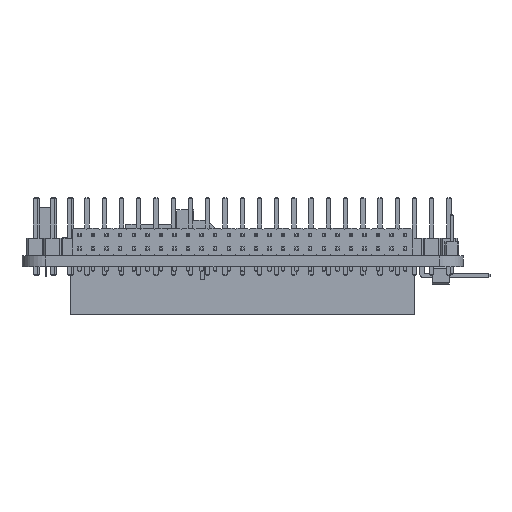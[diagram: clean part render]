
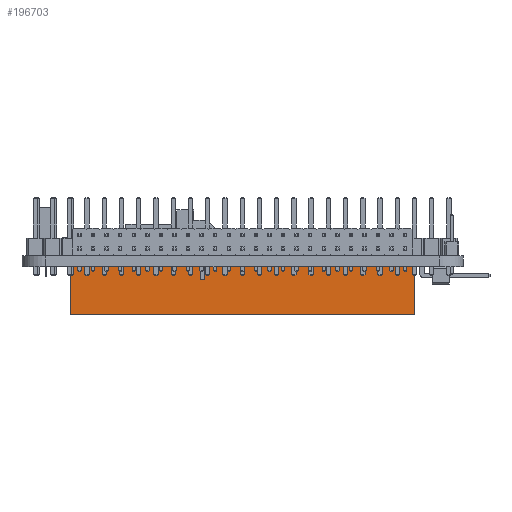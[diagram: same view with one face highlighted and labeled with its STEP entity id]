
A CAD part, front view. The second image highlights one B-rep face of the part: STEP entity #196703.
In plain terms, the highlighted face is planar.
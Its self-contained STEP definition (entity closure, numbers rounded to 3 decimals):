
#196703 = ADVANCED_FACE('',(#196704),#196718,.F.);
#196704 = FACE_BOUND('',#196705,.F.);
#196705 = EDGE_LOOP('',(#196706,#196741,#196769,#196797));
#196706 = ORIENTED_EDGE('',*,*,#196707,.T.);
#196707 = EDGE_CURVE('',#196708,#196710,#196712,.T.);
#196708 = VERTEX_POINT('',#196709);
#196709 = CARTESIAN_POINT('',(1.27,-49.53,0.));
#196710 = VERTEX_POINT('',#196711);
#196711 = CARTESIAN_POINT('',(1.27,-49.53,7.));
#196712 = SURFACE_CURVE('',#196713,(#196717,#196729),.PCURVE_S1.);
#196713 = LINE('',#196714,#196715);
#196714 = CARTESIAN_POINT('',(1.27,-49.53,0.));
#196715 = VECTOR('',#196716,1.);
#196716 = DIRECTION('',(0.,0.,1.));
#196717 = PCURVE('',#196718,#196723);
#196718 = PLANE('',#196719);
#196719 = AXIS2_PLACEMENT_3D('',#196720,#196721,#196722);
#196720 = CARTESIAN_POINT('',(1.27,-49.53,0.));
#196721 = DIRECTION('',(-1.,0.,0.));
#196722 = DIRECTION('',(0.,1.,0.));
#196723 = DEFINITIONAL_REPRESENTATION('',(#196724),#196728);
#196724 = LINE('',#196725,#196726);
#196725 = CARTESIAN_POINT('',(0.,0.));
#196726 = VECTOR('',#196727,1.);
#196727 = DIRECTION('',(0.,-1.));
#196728 = ( GEOMETRIC_REPRESENTATION_CONTEXT(2) 
PARAMETRIC_REPRESENTATION_CONTEXT() REPRESENTATION_CONTEXT('2D SPACE',''
  ) );
#196729 = PCURVE('',#196730,#196735);
#196730 = PLANE('',#196731);
#196731 = AXIS2_PLACEMENT_3D('',#196732,#196733,#196734);
#196732 = CARTESIAN_POINT('',(-3.81,-49.53,0.));
#196733 = DIRECTION('',(0.,1.,0.));
#196734 = DIRECTION('',(1.,0.,0.));
#196735 = DEFINITIONAL_REPRESENTATION('',(#196736),#196740);
#196736 = LINE('',#196737,#196738);
#196737 = CARTESIAN_POINT('',(5.08,0.));
#196738 = VECTOR('',#196739,1.);
#196739 = DIRECTION('',(0.,-1.));
#196740 = ( GEOMETRIC_REPRESENTATION_CONTEXT(2) 
PARAMETRIC_REPRESENTATION_CONTEXT() REPRESENTATION_CONTEXT('2D SPACE',''
  ) );
#196741 = ORIENTED_EDGE('',*,*,#196742,.T.);
#196742 = EDGE_CURVE('',#196710,#196743,#196745,.T.);
#196743 = VERTEX_POINT('',#196744);
#196744 = CARTESIAN_POINT('',(1.27,1.27,7.));
#196745 = SURFACE_CURVE('',#196746,(#196750,#196757),.PCURVE_S1.);
#196746 = LINE('',#196747,#196748);
#196747 = CARTESIAN_POINT('',(1.27,-49.53,7.));
#196748 = VECTOR('',#196749,1.);
#196749 = DIRECTION('',(0.,1.,0.));
#196750 = PCURVE('',#196718,#196751);
#196751 = DEFINITIONAL_REPRESENTATION('',(#196752),#196756);
#196752 = LINE('',#196753,#196754);
#196753 = CARTESIAN_POINT('',(0.,-7.));
#196754 = VECTOR('',#196755,1.);
#196755 = DIRECTION('',(1.,0.));
#196756 = ( GEOMETRIC_REPRESENTATION_CONTEXT(2) 
PARAMETRIC_REPRESENTATION_CONTEXT() REPRESENTATION_CONTEXT('2D SPACE',''
  ) );
#196757 = PCURVE('',#196758,#196763);
#196758 = PLANE('',#196759);
#196759 = AXIS2_PLACEMENT_3D('',#196760,#196761,#196762);
#196760 = CARTESIAN_POINT('',(1.27,-49.53,7.));
#196761 = DIRECTION('',(0.,0.,-1.));
#196762 = DIRECTION('',(0.,-1.,0.));
#196763 = DEFINITIONAL_REPRESENTATION('',(#196764),#196768);
#196764 = LINE('',#196765,#196766);
#196765 = CARTESIAN_POINT('',(0.,0.));
#196766 = VECTOR('',#196767,1.);
#196767 = DIRECTION('',(-1.,0.));
#196768 = ( GEOMETRIC_REPRESENTATION_CONTEXT(2) 
PARAMETRIC_REPRESENTATION_CONTEXT() REPRESENTATION_CONTEXT('2D SPACE',''
  ) );
#196769 = ORIENTED_EDGE('',*,*,#196770,.F.);
#196770 = EDGE_CURVE('',#196771,#196743,#196773,.T.);
#196771 = VERTEX_POINT('',#196772);
#196772 = CARTESIAN_POINT('',(1.27,1.27,0.));
#196773 = SURFACE_CURVE('',#196774,(#196778,#196785),.PCURVE_S1.);
#196774 = LINE('',#196775,#196776);
#196775 = CARTESIAN_POINT('',(1.27,1.27,0.));
#196776 = VECTOR('',#196777,1.);
#196777 = DIRECTION('',(0.,0.,1.));
#196778 = PCURVE('',#196718,#196779);
#196779 = DEFINITIONAL_REPRESENTATION('',(#196780),#196784);
#196780 = LINE('',#196781,#196782);
#196781 = CARTESIAN_POINT('',(50.8,0.));
#196782 = VECTOR('',#196783,1.);
#196783 = DIRECTION('',(0.,-1.));
#196784 = ( GEOMETRIC_REPRESENTATION_CONTEXT(2) 
PARAMETRIC_REPRESENTATION_CONTEXT() REPRESENTATION_CONTEXT('2D SPACE',''
  ) );
#196785 = PCURVE('',#196786,#196791);
#196786 = PLANE('',#196787);
#196787 = AXIS2_PLACEMENT_3D('',#196788,#196789,#196790);
#196788 = CARTESIAN_POINT('',(1.27,1.27,0.));
#196789 = DIRECTION('',(0.,-1.,0.));
#196790 = DIRECTION('',(-1.,0.,0.));
#196791 = DEFINITIONAL_REPRESENTATION('',(#196792),#196796);
#196792 = LINE('',#196793,#196794);
#196793 = CARTESIAN_POINT('',(0.,0.));
#196794 = VECTOR('',#196795,1.);
#196795 = DIRECTION('',(0.,-1.));
#196796 = ( GEOMETRIC_REPRESENTATION_CONTEXT(2) 
PARAMETRIC_REPRESENTATION_CONTEXT() REPRESENTATION_CONTEXT('2D SPACE',''
  ) );
#196797 = ORIENTED_EDGE('',*,*,#196798,.F.);
#196798 = EDGE_CURVE('',#196708,#196771,#196799,.T.);
#196799 = SURFACE_CURVE('',#196800,(#196804,#196811),.PCURVE_S1.);
#196800 = LINE('',#196801,#196802);
#196801 = CARTESIAN_POINT('',(1.27,-49.53,0.));
#196802 = VECTOR('',#196803,1.);
#196803 = DIRECTION('',(0.,1.,0.));
#196804 = PCURVE('',#196718,#196805);
#196805 = DEFINITIONAL_REPRESENTATION('',(#196806),#196810);
#196806 = LINE('',#196807,#196808);
#196807 = CARTESIAN_POINT('',(0.,0.));
#196808 = VECTOR('',#196809,1.);
#196809 = DIRECTION('',(1.,0.));
#196810 = ( GEOMETRIC_REPRESENTATION_CONTEXT(2) 
PARAMETRIC_REPRESENTATION_CONTEXT() REPRESENTATION_CONTEXT('2D SPACE',''
  ) );
#196811 = PCURVE('',#196812,#196817);
#196812 = PLANE('',#196813);
#196813 = AXIS2_PLACEMENT_3D('',#196814,#196815,#196816);
#196814 = CARTESIAN_POINT('',(1.27,-49.53,0.));
#196815 = DIRECTION('',(0.,0.,-1.));
#196816 = DIRECTION('',(0.,-1.,0.));
#196817 = DEFINITIONAL_REPRESENTATION('',(#196818),#196822);
#196818 = LINE('',#196819,#196820);
#196819 = CARTESIAN_POINT('',(0.,0.));
#196820 = VECTOR('',#196821,1.);
#196821 = DIRECTION('',(-1.,0.));
#196822 = ( GEOMETRIC_REPRESENTATION_CONTEXT(2) 
PARAMETRIC_REPRESENTATION_CONTEXT() REPRESENTATION_CONTEXT('2D SPACE',''
  ) );
